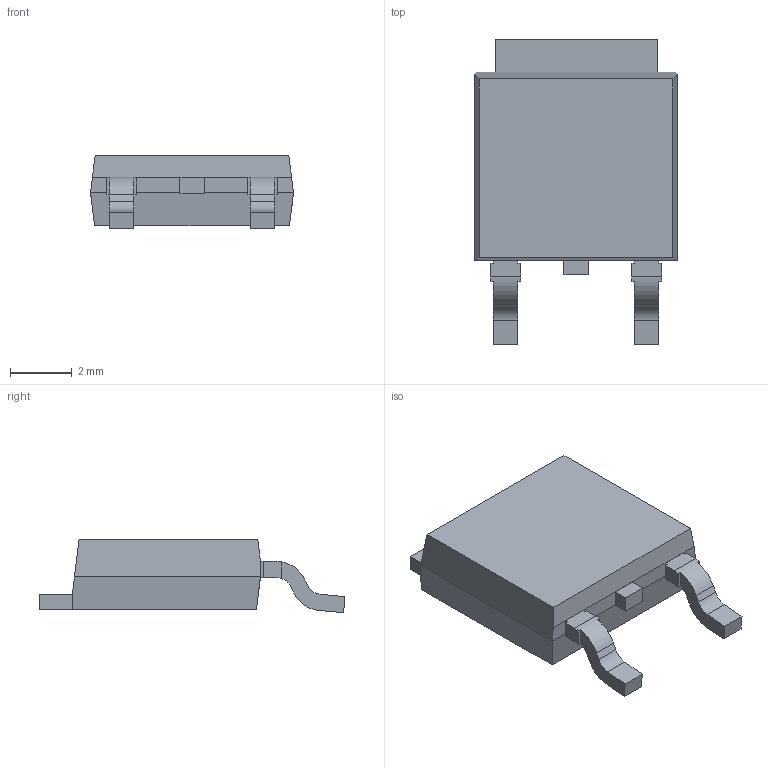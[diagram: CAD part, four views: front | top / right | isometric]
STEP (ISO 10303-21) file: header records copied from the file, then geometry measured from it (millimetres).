
FILE_DESCRIPTION(/* description */ ('Unknown'),/* implementation_level */ '2;1');
FILE_NAME(/* name */ 'TO252-3L',/* time_stamp */ '2018-03-15T09:40:12+08:00',/* author */ ('Unknown'),/* organization */ ('Unknown'),/* preprocessor_version */ 'ST-DEVELOPER v16.7',/* originating_system */ 'DEX',/* authorisation */ $);
FILE_SCHEMA (('AUTOMOTIVE_DESIGN {1 0 10303 214 3 1 1}'));
Length unit declared in the file: millimetre
Products named in the file (4): TO252-3L; CPD; EP; LEAD
Assembly tree (3 placements, depth 2):
  TO252-3L
    CPD
    EP
    LEAD
Bounding box: 6.58 x 9.92 x 2.38 mm (x, y, z)
Volume: 93.9 mm3; surface area: 220.5 mm2
Topology: 5 solids, 5 shells, 109 faces, 291 edges, 193 vertices
Faces by surface type: plane 93, cylinder 16
Entity records: 3483 total; most frequent: CARTESIAN_POINT 615, ORIENTED_EDGE 582, DIRECTION 551, EDGE_CURVE 291, LINE 245, VECTOR 245, VERTEX_POINT 193, AXIS2_PLACEMENT_3D 153
